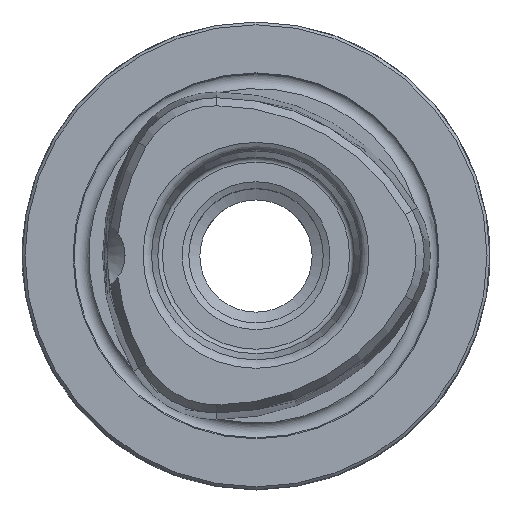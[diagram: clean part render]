
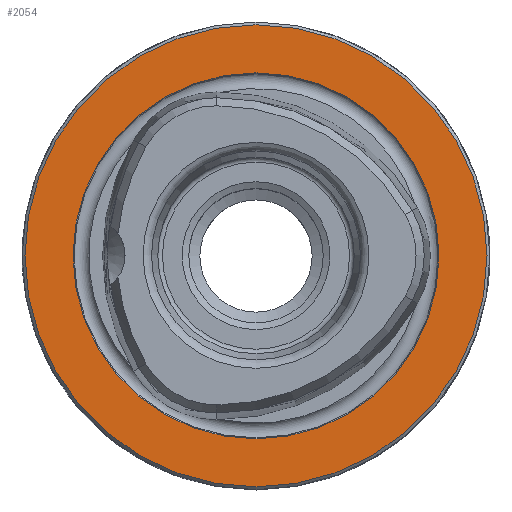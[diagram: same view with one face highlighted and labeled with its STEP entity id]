
A CAD part, top view. The second image highlights one B-rep face of the part: STEP entity #2054.
In plain terms, the highlighted planar face has unit normal (0, 0, 1).
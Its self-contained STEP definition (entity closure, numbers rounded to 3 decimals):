
#210=PLANE('',#2230);
#454=ORIENTED_EDGE('',*,*,#731,.T.);
#455=ORIENTED_EDGE('',*,*,#730,.F.);
#730=EDGE_CURVE('',#880,#880,#960,.T.);
#731=EDGE_CURVE('',#881,#881,#961,.T.);
#880=VERTEX_POINT('',#3251);
#881=VERTEX_POINT('',#3254);
#960=CIRCLE('',#2229,19.564);
#961=CIRCLE('',#2231,24.7);
#1053=EDGE_LOOP('',(#454));
#1054=EDGE_LOOP('',(#455));
#1199=FACE_BOUND('',#1053,.T.);
#1200=FACE_BOUND('',#1054,.T.);
#2054=ADVANCED_FACE('',(#1199,#1200),#210,.T.);
#2229=AXIS2_PLACEMENT_3D('',#3250,#2562,#2563);
#2230=AXIS2_PLACEMENT_3D('',#3252,#2564,#2565);
#2231=AXIS2_PLACEMENT_3D('',#3253,#2566,#2567);
#2562=DIRECTION('',(0.,0.,1.));
#2563=DIRECTION('',(1.,0.,0.));
#2564=DIRECTION('',(0.,0.,1.));
#2565=DIRECTION('',(1.,0.,0.));
#2566=DIRECTION('',(0.,0.,1.));
#2567=DIRECTION('',(1.,0.,0.));
#3250=CARTESIAN_POINT('',(0.,0.,0.));
#3251=CARTESIAN_POINT('',(19.564,0.,0.));
#3252=CARTESIAN_POINT('',(19.4,0.,0.));
#3253=CARTESIAN_POINT('',(0.,0.,0.));
#3254=CARTESIAN_POINT('',(24.7,0.,0.));
